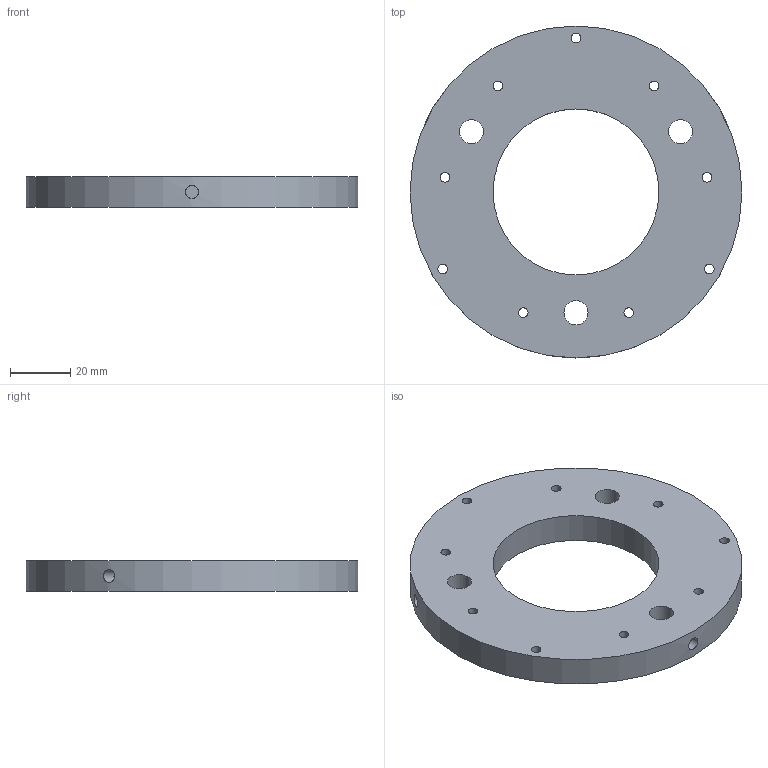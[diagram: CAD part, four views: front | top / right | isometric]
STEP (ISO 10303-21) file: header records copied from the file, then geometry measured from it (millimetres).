
FILE_DESCRIPTION(/* description */ ('','CAx-IF Rec.Pracs.---Representation and Presentation of Product Manufacturing Information (PMI)---4.0---2014-10-13'),/* implementation_level */ '2;1');
FILE_NAME(/* name */ 'UpperFrame.step',/* time_stamp */ '2025-03-09T23:10:50-07:00',/* author */ (''),/* organization */ (''),/* preprocessor_version */ 'ST-DEVELOPER v20',/* originating_system */ 'Autodesk Translation Framework v13.20.0.188',/* authorisation */ '');
FILE_SCHEMA (('AP242_MANAGED_MODEL_BASED_3D_ENGINEERING_MIM_LF { 1 0 10303 442 1 1 4 }'));
Length unit declared in the file: millimetre
Products named in the file (1): UpperFrame
Bounding box: 110 x 110 x 10 mm (x, y, z)
Volume: 68739.6 mm3; surface area: 20933.9 mm2
Topology: 1 solids, 1 shells, 22 faces, 57 edges, 40 vertices
Faces by surface type: cylinder 17, plane 5
Full cylindrical faces by diameter (mm): 3.2 x9, 4.3 x3, 8 x3, 55 x1, 110 x1
Entity records: 875 total; most frequent: CARTESIAN_POINT 228, DIRECTION 125, ORIENTED_EDGE 114, EDGE_CURVE 57, AXIS2_PLACEMENT_3D 54, EDGE_LOOP 51, VERTEX_POINT 40, CIRCLE 31
